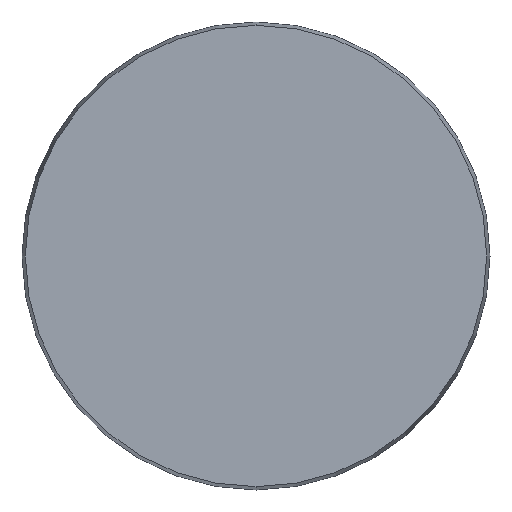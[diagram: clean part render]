
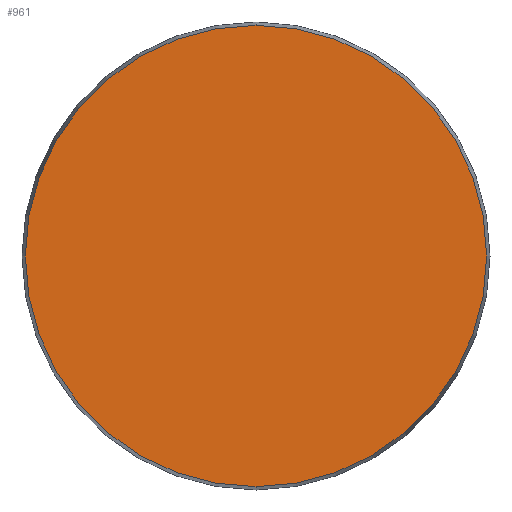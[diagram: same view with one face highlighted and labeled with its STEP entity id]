
A CAD part, front view. The second image highlights one B-rep face of the part: STEP entity #961.
In plain terms, the highlighted planar face has unit normal (0, -1, 0).
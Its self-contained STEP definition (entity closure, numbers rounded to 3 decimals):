
#13 = CARTESIAN_POINT ( 'NONE',  ( 0., 0., -59.143 ) ) ;
#50 = VERTEX_POINT ( 'NONE', #13 ) ;
#55 = DIRECTION ( 'NONE',  ( 0., 0., -1. ) ) ;
#70 = EDGE_CURVE ( 'NONE', #50, #542, #523, .T. ) ;
#78 = AXIS2_PLACEMENT_3D ( 'NONE', #652, #881, #789 ) ;
#305 = DIRECTION ( 'NONE',  ( 0., -1., 0. ) ) ;
#382 = ORIENTED_EDGE ( 'NONE', *, *, #70, .T. ) ;
#393 = CIRCLE ( 'NONE', #576, 59.143 ) ;
#443 = EDGE_CURVE ( 'NONE', #542, #50, #393, .T. ) ;
#523 = CIRCLE ( 'NONE', #78, 59.143 ) ;
#542 = VERTEX_POINT ( 'NONE', #586 ) ;
#553 = CARTESIAN_POINT ( 'NONE',  ( -59.143, 0., 0. ) ) ;
#576 = AXIS2_PLACEMENT_3D ( 'NONE', #741, #305, #55 ) ;
#586 = CARTESIAN_POINT ( 'NONE',  ( 0., 0., 59.143 ) ) ;
#633 = FACE_OUTER_BOUND ( 'NONE', #849, .T. ) ;
#652 = CARTESIAN_POINT ( 'NONE',  ( 0., 0., 0. ) ) ;
#741 = CARTESIAN_POINT ( 'NONE',  ( 0., 0., 0. ) ) ;
#789 = DIRECTION ( 'NONE',  ( 0., 0., -1. ) ) ;
#790 = DIRECTION ( 'NONE',  ( 0., 0., 1. ) ) ;
#817 = ORIENTED_EDGE ( 'NONE', *, *, #443, .T. ) ;
#849 = EDGE_LOOP ( 'NONE', ( #817, #382 ) ) ;
#862 = AXIS2_PLACEMENT_3D ( 'NONE', #553, #936, #790 ) ;
#881 = DIRECTION ( 'NONE',  ( 0., -1., 0. ) ) ;
#936 = DIRECTION ( 'NONE',  ( 0., 1., 0. ) ) ;
#961 = ADVANCED_FACE ( 'NONE', ( #633 ), #1020, .F. ) ;
#1020 = PLANE ( 'NONE',  #862 ) ;
